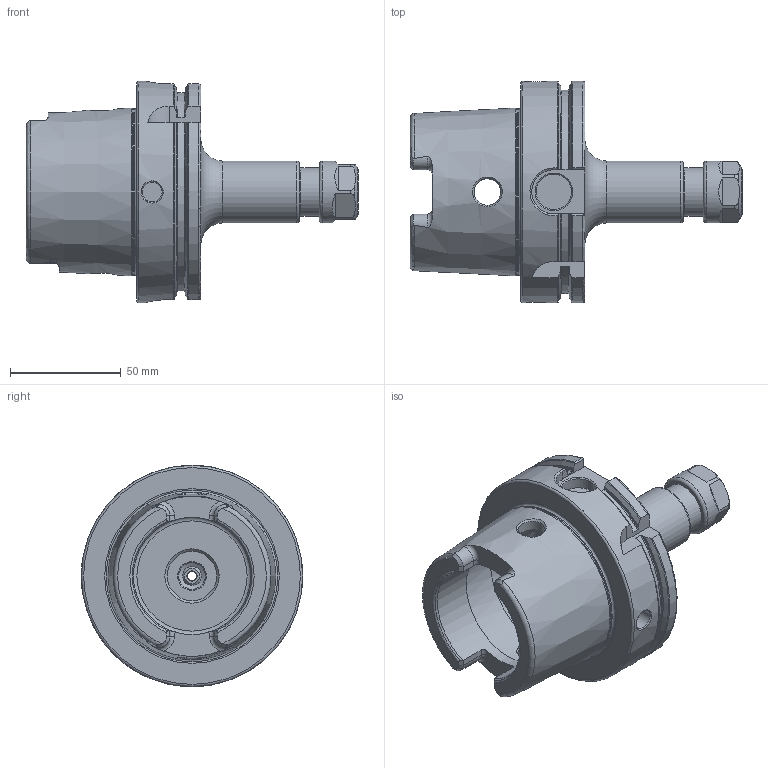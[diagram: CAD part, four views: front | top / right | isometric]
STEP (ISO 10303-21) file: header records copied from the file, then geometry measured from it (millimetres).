
FILE_DESCRIPTION(/* description */ (''),/* implementation_level */ '2;1');
FILE_NAME(/* name */ 'HSK100A-ER16-100.stp',/* time_stamp */ '2023-12-01T09:12:31+08:00',/* author */ ('Administrator'),/* organization */ (''),/* preprocessor_version */ 'ST-DEVELOPER v18.1',/* originating_system */ 'Autodesk Inventor 2022',/* authorisation */ '');
FILE_SCHEMA (('AUTOMOTIVE_DESIGN { 1 0 10303 214 3 1 1 }'));
Length unit declared in the file: millimetre
Products named in the file (4): HSK100A-ER16-100; HSK100A-ER16-100_1; ISO 15488   ER16A; 螺钉 GB/T 77 M10 x 10
Assembly tree (3 placements, depth 2):
  HSK100A-ER16-100
    HSK100A-ER16-100_1
    ISO 15488   ER16A
    螺钉 GB/T 77 M10 x 10
Bounding box: 150 x 100 x 100 mm (x, y, z)
Volume: 286717.8 mm3; surface area: 60192.8 mm2
Topology: 3 solids, 3 shells, 229 faces, 606 edges, 389 vertices
Faces by surface type: plane 81, cylinder 45, torus 42, cone 36, bspline 25
Full cylindrical faces by diameter (mm): 4 x1, 8.5 x1, 9 x1, 10 x2, 10.5 x1, 12 x3, 12.8 x1, 16 x1, 16.65 x1, 20.5 x1, 22 x1, 22.376 x1, 23 x1, 24.6 x1, 28 x2, 53 x2, 63 x1, 75.296 x1, 100 x1
Entity records: 12169 total; most frequent: CARTESIAN_POINT 6484, ORIENTED_EDGE 1212, DIRECTION 1122, EDGE_CURVE 606, AXIS2_PLACEMENT_3D 453, VERTEX_POINT 389, EDGE_LOOP 245, CIRCLE 230
